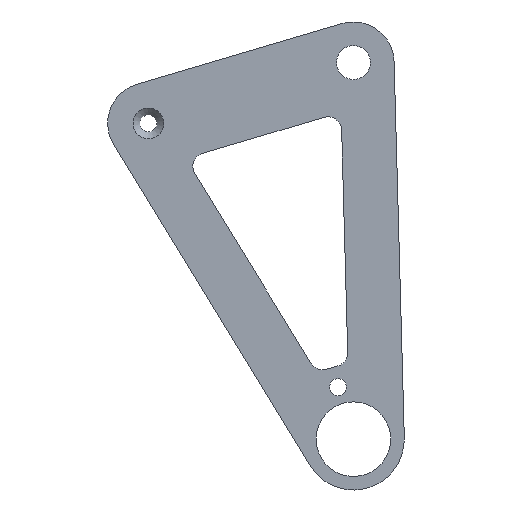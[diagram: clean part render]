
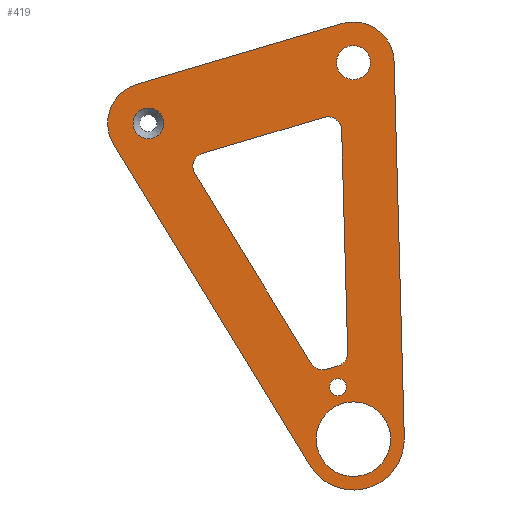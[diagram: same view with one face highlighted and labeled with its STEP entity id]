
A CAD part, front view. The second image highlights one B-rep face of the part: STEP entity #419.
In plain terms, the highlighted planar face has unit normal (0, -1, 0).
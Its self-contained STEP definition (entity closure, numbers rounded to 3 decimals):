
#20=FACE_BOUND('',#80,.T.);
#21=FACE_BOUND('',#81,.T.);
#22=FACE_BOUND('',#82,.T.);
#23=FACE_BOUND('',#83,.T.);
#24=FACE_BOUND('',#84,.T.);
#27=PLANE('',#471);
#51=FACE_OUTER_BOUND('',#79,.T.);
#79=EDGE_LOOP('',(#325,#326,#327,#328,#329,#330));
#80=EDGE_LOOP('',(#331,#332,#333,#334,#335,#336,#337,#338));
#81=EDGE_LOOP('',(#339));
#82=EDGE_LOOP('',(#340));
#83=EDGE_LOOP('',(#341));
#84=EDGE_LOOP('',(#342));
#114=LINE('',#689,#148);
#115=LINE('',#693,#149);
#116=LINE('',#696,#150);
#117=LINE('',#701,#151);
#118=LINE('',#705,#152);
#119=LINE('',#709,#153);
#120=LINE('',#712,#154);
#148=VECTOR('',#554,10.);
#149=VECTOR('',#557,10.);
#150=VECTOR('',#560,10.);
#151=VECTOR('',#563,10.);
#152=VECTOR('',#566,10.);
#153=VECTOR('',#569,10.);
#154=VECTOR('',#572,10.);
#174=CIRCLE('',#456,5.);
#185=CIRCLE('',#469,4.517);
#187=CIRCLE('',#472,15.);
#188=CIRCLE('',#473,12.);
#189=CIRCLE('',#474,12.);
#190=CIRCLE('',#475,4.);
#191=CIRCLE('',#476,4.);
#192=CIRCLE('',#477,4.);
#193=CIRCLE('',#478,4.);
#194=CIRCLE('',#479,11.);
#195=CIRCLE('',#480,2.5);
#199=VERTEX_POINT('',#640);
#217=VERTEX_POINT('',#679);
#219=VERTEX_POINT('',#685);
#220=VERTEX_POINT('',#686);
#221=VERTEX_POINT('',#688);
#222=VERTEX_POINT('',#690);
#223=VERTEX_POINT('',#692);
#224=VERTEX_POINT('',#694);
#225=VERTEX_POINT('',#697);
#226=VERTEX_POINT('',#698);
#227=VERTEX_POINT('',#700);
#228=VERTEX_POINT('',#702);
#229=VERTEX_POINT('',#704);
#230=VERTEX_POINT('',#706);
#231=VERTEX_POINT('',#708);
#232=VERTEX_POINT('',#710);
#233=VERTEX_POINT('',#713);
#234=VERTEX_POINT('',#715);
#240=EDGE_CURVE('',#199,#199,#174,.T.);
#258=EDGE_CURVE('',#217,#217,#185,.T.);
#261=EDGE_CURVE('',#219,#220,#187,.T.);
#262=EDGE_CURVE('',#221,#219,#114,.T.);
#263=EDGE_CURVE('',#222,#221,#188,.T.);
#264=EDGE_CURVE('',#223,#222,#115,.T.);
#265=EDGE_CURVE('',#224,#223,#189,.T.);
#266=EDGE_CURVE('',#220,#224,#116,.T.);
#267=EDGE_CURVE('',#225,#226,#190,.T.);
#268=EDGE_CURVE('',#227,#225,#117,.T.);
#269=EDGE_CURVE('',#228,#227,#191,.T.);
#270=EDGE_CURVE('',#229,#228,#118,.T.);
#271=EDGE_CURVE('',#230,#229,#192,.T.);
#272=EDGE_CURVE('',#231,#230,#119,.T.);
#273=EDGE_CURVE('',#232,#231,#193,.T.);
#274=EDGE_CURVE('',#226,#232,#120,.T.);
#275=EDGE_CURVE('',#233,#233,#194,.T.);
#276=EDGE_CURVE('',#234,#234,#195,.T.);
#325=ORIENTED_EDGE('',*,*,#261,.F.);
#326=ORIENTED_EDGE('',*,*,#262,.F.);
#327=ORIENTED_EDGE('',*,*,#263,.F.);
#328=ORIENTED_EDGE('',*,*,#264,.F.);
#329=ORIENTED_EDGE('',*,*,#265,.F.);
#330=ORIENTED_EDGE('',*,*,#266,.F.);
#331=ORIENTED_EDGE('',*,*,#267,.F.);
#332=ORIENTED_EDGE('',*,*,#268,.F.);
#333=ORIENTED_EDGE('',*,*,#269,.F.);
#334=ORIENTED_EDGE('',*,*,#270,.F.);
#335=ORIENTED_EDGE('',*,*,#271,.F.);
#336=ORIENTED_EDGE('',*,*,#272,.F.);
#337=ORIENTED_EDGE('',*,*,#273,.F.);
#338=ORIENTED_EDGE('',*,*,#274,.F.);
#339=ORIENTED_EDGE('',*,*,#275,.F.);
#340=ORIENTED_EDGE('',*,*,#276,.F.);
#341=ORIENTED_EDGE('',*,*,#240,.F.);
#342=ORIENTED_EDGE('',*,*,#258,.F.);
#419=ADVANCED_FACE('',(#51,#20,#21,#22,#23,#24),#27,.F.);
#456=AXIS2_PLACEMENT_3D('',#642,#512,#513);
#469=AXIS2_PLACEMENT_3D('',#680,#545,#546);
#471=AXIS2_PLACEMENT_3D('',#684,#550,#551);
#472=AXIS2_PLACEMENT_3D('',#687,#552,#553);
#473=AXIS2_PLACEMENT_3D('',#691,#555,#556);
#474=AXIS2_PLACEMENT_3D('',#695,#558,#559);
#475=AXIS2_PLACEMENT_3D('',#699,#561,#562);
#476=AXIS2_PLACEMENT_3D('',#703,#564,#565);
#477=AXIS2_PLACEMENT_3D('',#707,#567,#568);
#478=AXIS2_PLACEMENT_3D('',#711,#570,#571);
#479=AXIS2_PLACEMENT_3D('',#714,#573,#574);
#480=AXIS2_PLACEMENT_3D('',#716,#575,#576);
#512=DIRECTION('center_axis',(0.,-1.,0.));
#513=DIRECTION('ref_axis',(1.,0.,0.));
#545=DIRECTION('center_axis',(0.,-1.,0.));
#546=DIRECTION('ref_axis',(0.,0.,1.));
#550=DIRECTION('center_axis',(0.,1.,0.));
#551=DIRECTION('ref_axis',(1.,0.,0.));
#552=DIRECTION('center_axis',(0.,1.,0.));
#553=DIRECTION('ref_axis',(1.,0.,0.027));
#554=DIRECTION('',(0.027,0.,-1.));
#555=DIRECTION('center_axis',(0.,1.,0.));
#556=DIRECTION('ref_axis',(-0.284,0.,0.959));
#557=DIRECTION('',(0.959,0.,0.284));
#558=DIRECTION('center_axis',(0.,1.,0.));
#559=DIRECTION('ref_axis',(-0.853,0.,-0.522));
#560=DIRECTION('',(-0.522,0.,0.853));
#561=DIRECTION('center_axis',(0.,-1.,0.));
#562=DIRECTION('ref_axis',(-0.359,0.,-0.933));
#563=DIRECTION('',(0.522,0.,-0.853));
#564=DIRECTION('center_axis',(0.,-1.,0.));
#565=DIRECTION('ref_axis',(-0.933,0.,0.359));
#566=DIRECTION('',(-0.959,0.,-0.284));
#567=DIRECTION('center_axis',(0.,-1.,0.));
#568=DIRECTION('ref_axis',(0.587,0.,0.809));
#569=DIRECTION('',(-0.027,0.,1.));
#570=DIRECTION('center_axis',(0.,-1.,0.));
#571=DIRECTION('ref_axis',(0.809,0.,-0.587));
#572=DIRECTION('',(0.959,0.,0.284));
#573=DIRECTION('center_axis',(0.,-1.,0.));
#574=DIRECTION('ref_axis',(1.,0.,0.));
#575=DIRECTION('center_axis',(0.,-1.,0.));
#576=DIRECTION('ref_axis',(1.,0.,0.));
#640=CARTESIAN_POINT('',(-5.,0.,111.));
#642=CARTESIAN_POINT('Origin',(0.,0.,111.));
#679=CARTESIAN_POINT('',(-60.455,0.,88.575));
#680=CARTESIAN_POINT('Origin',(-60.455,0.,93.092));
#684=CARTESIAN_POINT('Origin',(-28.727,0.,54.));
#685=CARTESIAN_POINT('',(14.995,0.,0.405));
#686=CARTESIAN_POINT('',(-12.796,0.,-7.827));
#687=CARTESIAN_POINT('Origin',(0.,0.,0.));
#688=CARTESIAN_POINT('',(11.996,0.,111.324));
#689=CARTESIAN_POINT('',(11.996,0.,111.324));
#690=CARTESIAN_POINT('',(-3.408,0.,122.506));
#691=CARTESIAN_POINT('Origin',(0.,0.,111.));
#692=CARTESIAN_POINT('',(-63.863,0.,104.598));
#693=CARTESIAN_POINT('',(-63.863,0.,104.598));
#694=CARTESIAN_POINT('',(-70.692,0.,86.831));
#695=CARTESIAN_POINT('Origin',(-60.455,0.,93.092));
#696=CARTESIAN_POINT('',(-12.796,0.,-7.827));
#697=CARTESIAN_POINT('',(-12.492,0.,22.34));
#698=CARTESIAN_POINT('',(-7.943,0.,20.592));
#699=CARTESIAN_POINT('Origin',(-9.079,0.,24.427));
#700=CARTESIAN_POINT('',(-46.747,0.,78.346));
#701=CARTESIAN_POINT('',(-49.465,0.,82.79));
#702=CARTESIAN_POINT('',(-44.471,0.,84.269));
#703=CARTESIAN_POINT('Origin',(-43.335,0.,80.434));
#704=CARTESIAN_POINT('',(-8.6,0.,94.894));
#705=CARTESIAN_POINT('',(-3.606,0.,96.374));
#706=CARTESIAN_POINT('',(-3.465,0.,91.167));
#707=CARTESIAN_POINT('Origin',(-7.464,0.,91.059));
#708=CARTESIAN_POINT('',(-1.691,0.,25.539));
#709=CARTESIAN_POINT('',(-1.608,0.,22.469));
#710=CARTESIAN_POINT('',(-4.553,0.,21.596));
#711=CARTESIAN_POINT('Origin',(-5.689,0.,25.431));
#712=CARTESIAN_POINT('',(-10.889,0.,19.719));
#713=CARTESIAN_POINT('',(-11.,0.,0.));
#714=CARTESIAN_POINT('Origin',(0.,0.,0.));
#715=CARTESIAN_POINT('',(-7.044,0.,15.341));
#716=CARTESIAN_POINT('Origin',(-4.544,0.,15.341));
